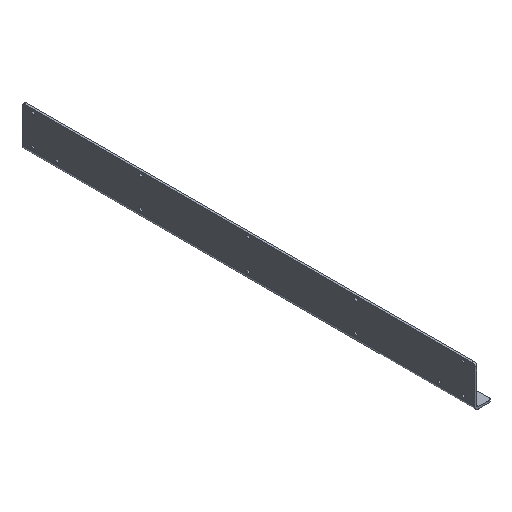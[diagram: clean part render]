
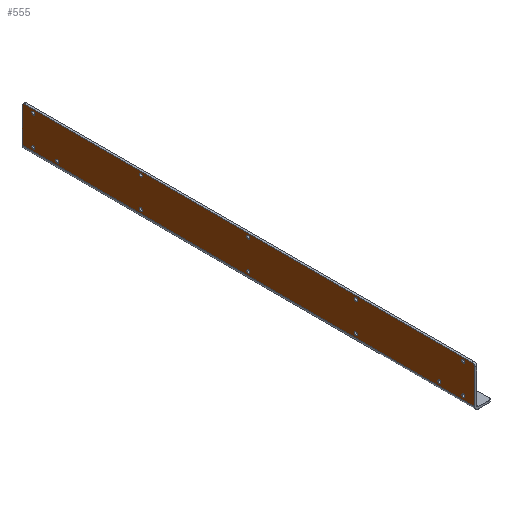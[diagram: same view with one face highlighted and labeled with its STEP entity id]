
A CAD part, isometric view. The second image highlights one B-rep face of the part: STEP entity #555.
In plain terms, the highlighted planar face has unit normal (-1, 0, 0).
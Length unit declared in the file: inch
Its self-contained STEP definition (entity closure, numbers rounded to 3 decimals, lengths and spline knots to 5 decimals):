
#15=FACE_BOUND('',#118,.T.);
#16=FACE_BOUND('',#119,.T.);
#17=FACE_BOUND('',#120,.T.);
#18=FACE_BOUND('',#121,.T.);
#19=FACE_BOUND('',#122,.T.);
#20=FACE_BOUND('',#123,.T.);
#21=FACE_BOUND('',#124,.T.);
#22=FACE_BOUND('',#125,.T.);
#23=FACE_BOUND('',#126,.T.);
#24=FACE_BOUND('',#127,.T.);
#25=FACE_BOUND('',#128,.T.);
#26=FACE_BOUND('',#129,.T.);
#87=FACE_OUTER_BOUND('',#117,.T.);
#117=EDGE_LOOP('',(#421,#422,#423,#424,#425,#426));
#118=EDGE_LOOP('',(#427));
#119=EDGE_LOOP('',(#428));
#120=EDGE_LOOP('',(#429));
#121=EDGE_LOOP('',(#430));
#122=EDGE_LOOP('',(#431));
#123=EDGE_LOOP('',(#432));
#124=EDGE_LOOP('',(#433));
#125=EDGE_LOOP('',(#434));
#126=EDGE_LOOP('',(#435));
#127=EDGE_LOOP('',(#436));
#128=EDGE_LOOP('',(#437));
#129=EDGE_LOOP('',(#438));
#195=CIRCLE('',#595,0.25);
#197=CIRCLE('',#598,0.25);
#198=CIRCLE('',#599,0.1325);
#199=CIRCLE('',#600,0.1325);
#200=CIRCLE('',#601,0.1325);
#201=CIRCLE('',#602,0.1325);
#202=CIRCLE('',#603,0.1325);
#203=CIRCLE('',#604,0.1325);
#204=CIRCLE('',#605,0.1325);
#205=CIRCLE('',#606,0.1325);
#206=CIRCLE('',#607,0.1325);
#207=CIRCLE('',#608,0.1325);
#208=CIRCLE('',#609,0.1325);
#209=CIRCLE('',#610,0.1325);
#238=LINE('',#845,#262);
#244=LINE('',#868,#268);
#245=LINE('',#869,#269);
#246=LINE('',#870,#270);
#262=VECTOR('',#670,3.016);
#268=VECTOR('',#690,3.016);
#269=VECTOR('',#691,40.);
#270=VECTOR('',#692,39.5);
#286=VERTEX_POINT('',#842);
#287=VERTEX_POINT('',#844);
#293=VERTEX_POINT('',#858);
#295=VERTEX_POINT('',#864);
#296=VERTEX_POINT('',#865);
#297=VERTEX_POINT('',#867);
#298=VERTEX_POINT('',#871);
#299=VERTEX_POINT('',#873);
#300=VERTEX_POINT('',#875);
#301=VERTEX_POINT('',#877);
#302=VERTEX_POINT('',#879);
#303=VERTEX_POINT('',#881);
#304=VERTEX_POINT('',#883);
#305=VERTEX_POINT('',#885);
#306=VERTEX_POINT('',#887);
#307=VERTEX_POINT('',#889);
#308=VERTEX_POINT('',#891);
#309=VERTEX_POINT('',#893);
#342=EDGE_CURVE('',#286,#287,#238,.T.);
#349=EDGE_CURVE('',#293,#286,#195,.T.);
#352=EDGE_CURVE('',#295,#296,#197,.T.);
#353=EDGE_CURVE('',#295,#297,#244,.T.);
#354=EDGE_CURVE('',#297,#287,#245,.T.);
#355=EDGE_CURVE('',#296,#293,#246,.T.);
#356=EDGE_CURVE('',#298,#298,#198,.T.);
#357=EDGE_CURVE('',#299,#299,#199,.T.);
#358=EDGE_CURVE('',#300,#300,#200,.T.);
#359=EDGE_CURVE('',#301,#301,#201,.T.);
#360=EDGE_CURVE('',#302,#302,#202,.T.);
#361=EDGE_CURVE('',#303,#303,#203,.T.);
#362=EDGE_CURVE('',#304,#304,#204,.T.);
#363=EDGE_CURVE('',#305,#305,#205,.T.);
#364=EDGE_CURVE('',#306,#306,#206,.T.);
#365=EDGE_CURVE('',#307,#307,#207,.T.);
#366=EDGE_CURVE('',#308,#308,#208,.T.);
#367=EDGE_CURVE('',#309,#309,#209,.T.);
#421=ORIENTED_EDGE('',*,*,#352,.F.);
#422=ORIENTED_EDGE('',*,*,#353,.T.);
#423=ORIENTED_EDGE('',*,*,#354,.T.);
#424=ORIENTED_EDGE('',*,*,#342,.F.);
#425=ORIENTED_EDGE('',*,*,#349,.F.);
#426=ORIENTED_EDGE('',*,*,#355,.F.);
#427=ORIENTED_EDGE('',*,*,#356,.F.);
#428=ORIENTED_EDGE('',*,*,#357,.F.);
#429=ORIENTED_EDGE('',*,*,#358,.F.);
#430=ORIENTED_EDGE('',*,*,#359,.F.);
#431=ORIENTED_EDGE('',*,*,#360,.F.);
#432=ORIENTED_EDGE('',*,*,#361,.F.);
#433=ORIENTED_EDGE('',*,*,#362,.F.);
#434=ORIENTED_EDGE('',*,*,#363,.F.);
#435=ORIENTED_EDGE('',*,*,#364,.F.);
#436=ORIENTED_EDGE('',*,*,#365,.F.);
#437=ORIENTED_EDGE('',*,*,#366,.F.);
#438=ORIENTED_EDGE('',*,*,#367,.F.);
#546=PLANE('',#597);
#555=ADVANCED_FACE('',(#87,#15,#16,#17,#18,#19,#20,#21,#22,#23,#24,#25,
#26),#546,.T.);
#595=AXIS2_PLACEMENT_3D('',#859,#681,#682);
#597=AXIS2_PLACEMENT_3D('',#863,#686,#687);
#598=AXIS2_PLACEMENT_3D('',#866,#688,#689);
#599=AXIS2_PLACEMENT_3D('',#872,#693,#694);
#600=AXIS2_PLACEMENT_3D('',#874,#695,#696);
#601=AXIS2_PLACEMENT_3D('',#876,#697,#698);
#602=AXIS2_PLACEMENT_3D('',#878,#699,#700);
#603=AXIS2_PLACEMENT_3D('',#880,#701,#702);
#604=AXIS2_PLACEMENT_3D('',#882,#703,#704);
#605=AXIS2_PLACEMENT_3D('',#884,#705,#706);
#606=AXIS2_PLACEMENT_3D('',#886,#707,#708);
#607=AXIS2_PLACEMENT_3D('',#888,#709,#710);
#608=AXIS2_PLACEMENT_3D('',#890,#711,#712);
#609=AXIS2_PLACEMENT_3D('',#892,#713,#714);
#610=AXIS2_PLACEMENT_3D('',#894,#715,#716);
#670=DIRECTION('',(0.,0.,-1.));
#681=DIRECTION('center_axis',(1.,0.,0.));
#682=DIRECTION('ref_axis',(0.,0.,1.));
#686=DIRECTION('center_axis',(-1.,0.,0.));
#687=DIRECTION('ref_axis',(0.,0.,1.));
#688=DIRECTION('center_axis',(1.,0.,0.));
#689=DIRECTION('ref_axis',(0.,1.,0.));
#690=DIRECTION('',(0.,0.,-1.));
#691=DIRECTION('',(0.,-1.,0.));
#692=DIRECTION('',(0.,-1.,0.));
#693=DIRECTION('center_axis',(-1.,0.,0.));
#694=DIRECTION('ref_axis',(0.,0.,1.));
#695=DIRECTION('center_axis',(-1.,0.,0.));
#696=DIRECTION('ref_axis',(0.,0.,1.));
#697=DIRECTION('center_axis',(-1.,0.,0.));
#698=DIRECTION('ref_axis',(0.,0.,1.));
#699=DIRECTION('center_axis',(-1.,0.,0.));
#700=DIRECTION('ref_axis',(0.,0.,1.));
#701=DIRECTION('center_axis',(-1.,0.,0.));
#702=DIRECTION('ref_axis',(0.,0.,1.));
#703=DIRECTION('center_axis',(-1.,0.,0.));
#704=DIRECTION('ref_axis',(0.,0.,1.));
#705=DIRECTION('center_axis',(-1.,0.,0.));
#706=DIRECTION('ref_axis',(0.,0.,1.));
#707=DIRECTION('center_axis',(-1.,0.,0.));
#708=DIRECTION('ref_axis',(0.,0.,1.));
#709=DIRECTION('center_axis',(-1.,0.,0.));
#710=DIRECTION('ref_axis',(0.,0.,1.));
#711=DIRECTION('center_axis',(-1.,0.,0.));
#712=DIRECTION('ref_axis',(0.,0.,1.));
#713=DIRECTION('center_axis',(-1.,0.,0.));
#714=DIRECTION('ref_axis',(0.,0.,-1.));
#715=DIRECTION('center_axis',(-1.,0.,0.));
#716=DIRECTION('ref_axis',(0.,0.,1.));
#842=CARTESIAN_POINT('',(0.,-20.,3.375));
#844=CARTESIAN_POINT('',(0.,-20.,0.359));
#845=CARTESIAN_POINT('',(0.,-20.,3.375));
#858=CARTESIAN_POINT('',(0.,-19.75,3.625));
#859=CARTESIAN_POINT('Origin',(0.,-19.75,3.375));
#863=CARTESIAN_POINT('Origin',(0.,-20.,0.));
#864=CARTESIAN_POINT('',(0.,20.,3.375));
#865=CARTESIAN_POINT('',(0.,19.75,3.625));
#866=CARTESIAN_POINT('Origin',(0.,19.75,3.375));
#867=CARTESIAN_POINT('',(0.,20.,0.359));
#868=CARTESIAN_POINT('',(0.,20.,3.375));
#869=CARTESIAN_POINT('',(0.,20.,0.359));
#870=CARTESIAN_POINT('',(0.,19.75,3.625));
#871=CARTESIAN_POINT('',(0.,-9.5,3.445));
#872=CARTESIAN_POINT('Origin',(0.,-9.5,3.3125));
#873=CARTESIAN_POINT('',(0.,0.,3.445));
#874=CARTESIAN_POINT('Origin',(0.,0.,3.3125));
#875=CARTESIAN_POINT('',(0.,9.5,3.445));
#876=CARTESIAN_POINT('Origin',(0.,9.5,3.3125));
#877=CARTESIAN_POINT('',(0.,19.,3.445));
#878=CARTESIAN_POINT('Origin',(0.,19.,3.3125));
#879=CARTESIAN_POINT('',(0.,-19.,0.82));
#880=CARTESIAN_POINT('Origin',(0.,-19.,0.6875));
#881=CARTESIAN_POINT('',(0.,-9.5,0.82));
#882=CARTESIAN_POINT('Origin',(0.,-9.5,0.6875));
#883=CARTESIAN_POINT('',(0.,0.,0.82));
#884=CARTESIAN_POINT('Origin',(0.,0.,0.6875));
#885=CARTESIAN_POINT('',(0.,9.5,0.82));
#886=CARTESIAN_POINT('Origin',(0.,9.5,0.6875));
#887=CARTESIAN_POINT('',(0.,19.,0.82));
#888=CARTESIAN_POINT('Origin',(0.,19.,0.6875));
#889=CARTESIAN_POINT('',(0.,16.875,0.82));
#890=CARTESIAN_POINT('Origin',(0.,16.875,0.6875));
#891=CARTESIAN_POINT('',(0.,-16.875,0.555));
#892=CARTESIAN_POINT('Origin',(0.,-16.875,0.6875));
#893=CARTESIAN_POINT('',(0.,-19.,3.445));
#894=CARTESIAN_POINT('Origin',(0.,-19.,3.3125));
